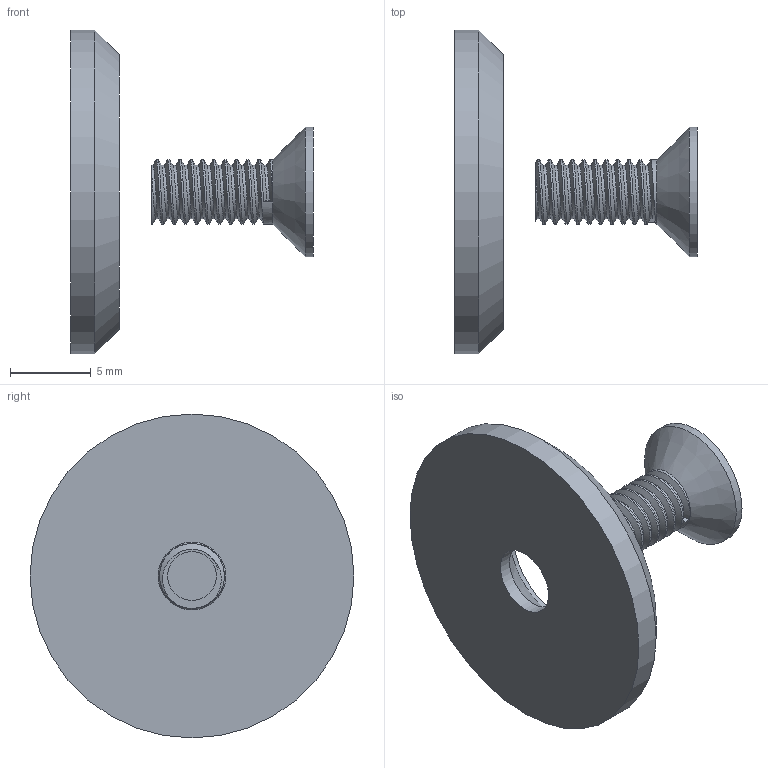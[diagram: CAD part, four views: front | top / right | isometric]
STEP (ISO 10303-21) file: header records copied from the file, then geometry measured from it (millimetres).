
FILE_DESCRIPTION(/* description */ (''),/* implementation_level */ '2;1');
FILE_NAME(/* name */ 'EP20.dxf',/* time_stamp */ '2012-11-23T15:42:24+08:00',/* author */ (''),/* organization */ (''),/* preprocessor_version */ 'ST-DEVELOPER v9',/* originating_system */ 'UGS - NX 4.0',/* authorisation */ '');
FILE_SCHEMA (('CONFIG_CONTROL_DESIGN'));
Length unit declared in the file: millimetre
Products named in the file (1): AdmiB0B8xk23
Bounding box: 15 x 20 x 20 mm (x, y, z)
Volume: 791.8 mm3; surface area: 1021.8 mm2
Topology: 1 solids, 2 shells, 26 faces, 62 edges, 40 vertices
Faces by surface type: cylinder 15, plane 6, cone 3, bspline 2
Full cylindrical faces by diameter (mm): 4 x10, 4.2 x1, 8 x2, 20 x1
Entity records: 3150 total; most frequent: CARTESIAN_POINT 2766, DIRECTION 60, ORIENTED_EDGE 46, AXIS2_PLACEMENT_3D 29, EDGE_LOOP 28, EDGE_CURVE 23, VERTEX_POINT 19, ADVANCED_FACE 17
